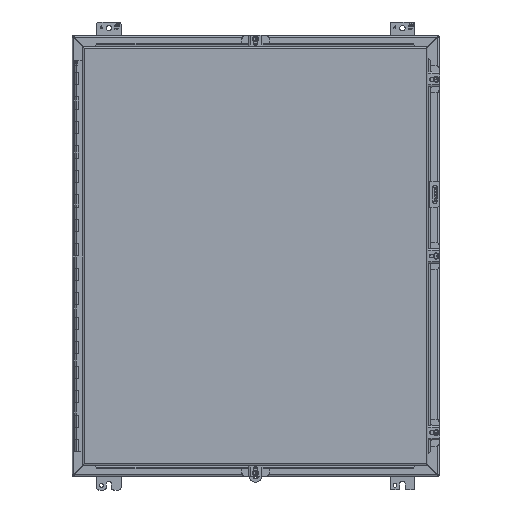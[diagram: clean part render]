
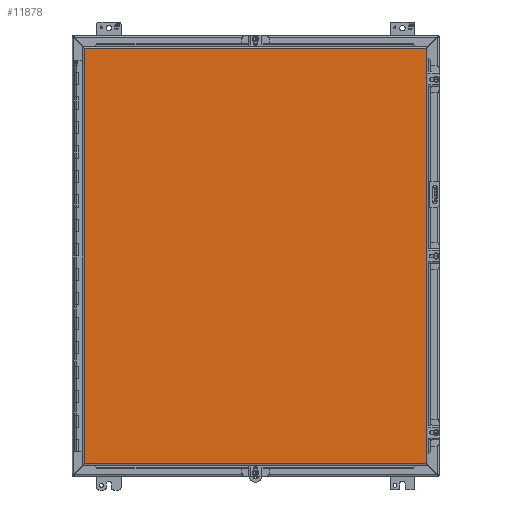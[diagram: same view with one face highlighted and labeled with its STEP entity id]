
A CAD part, front view. The second image highlights one B-rep face of the part: STEP entity #11878.
In plain terms, the highlighted planar face has unit normal (0, -1, 0).
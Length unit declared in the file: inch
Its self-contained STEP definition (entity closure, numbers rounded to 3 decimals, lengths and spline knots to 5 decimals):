
#1307 = LINE ( 'NONE', #9339, #52113 ) ;
#2268 = VECTOR ( 'NONE', #9368, 39.37008 ) ;
#3015 = DIRECTION ( 'NONE',  ( 0., 0., -1. ) ) ;
#3092 = CARTESIAN_POINT ( 'NONE',  ( 13.955, -7.174, 1.0055 ) ) ;
#4280 = LINE ( 'NONE', #22739, #7445 ) ;
#7445 = VECTOR ( 'NONE', #40894, 39.37008 ) ;
#9339 = CARTESIAN_POINT ( 'NONE',  ( 13.955, -7.174, 34.9945 ) ) ;
#9368 = DIRECTION ( 'NONE',  ( 1., 0., 0. ) ) ;
#11878 = ADVANCED_FACE ( 'NONE', ( #16381 ), #44078, .T. ) ;
#12406 = VECTOR ( 'NONE', #54353, 39.37008 ) ;
#13293 = CARTESIAN_POINT ( 'NONE',  ( -14.017, -7.174, 1.0055 ) ) ;
#14428 = ORIENTED_EDGE ( 'NONE', *, *, #53544, .F. ) ;
#14979 = LINE ( 'NONE', #18591, #2268 ) ;
#15671 = EDGE_CURVE ( 'NONE', #19580, #28031, #4280, .T. ) ;
#16381 = FACE_OUTER_BOUND ( 'NONE', #32503, .T. ) ;
#17982 = CARTESIAN_POINT ( 'NONE',  ( -14.017, -7.174, 34.9945 ) ) ;
#18433 = ORIENTED_EDGE ( 'NONE', *, *, #15671, .F. ) ;
#18591 = CARTESIAN_POINT ( 'NONE',  ( -14.017, -7.174, 34.9945 ) ) ;
#19580 = VERTEX_POINT ( 'NONE', #3092 ) ;
#22739 = CARTESIAN_POINT ( 'NONE',  ( 13.955, -7.174, 1.0055 ) ) ;
#23304 = VERTEX_POINT ( 'NONE', #44738 ) ;
#26716 = EDGE_CURVE ( 'NONE', #44292, #23304, #14979, .T. ) ;
#27590 = ORIENTED_EDGE ( 'NONE', *, *, #26716, .F. ) ;
#28031 = VERTEX_POINT ( 'NONE', #54862 ) ;
#30386 = DIRECTION ( 'NONE',  ( 0., -1., 0. ) ) ;
#32503 = EDGE_LOOP ( 'NONE', ( #56879, #27590, #14428, #18433 ) ) ;
#40894 = DIRECTION ( 'NONE',  ( -1., 0., 0. ) ) ;
#44078 = PLANE ( 'NONE',  #57285 ) ;
#44292 = VERTEX_POINT ( 'NONE', #17982 ) ;
#44738 = CARTESIAN_POINT ( 'NONE',  ( 13.955, -7.174, 34.9945 ) ) ;
#45350 = DIRECTION ( 'NONE',  ( 0., 0., -1. ) ) ;
#51186 = EDGE_CURVE ( 'NONE', #23304, #19580, #1307, .T. ) ;
#52113 = VECTOR ( 'NONE', #45350, 39.37008 ) ;
#53544 = EDGE_CURVE ( 'NONE', #28031, #44292, #54636, .T. ) ;
#54353 = DIRECTION ( 'NONE',  ( 0., 0., 1. ) ) ;
#54636 = LINE ( 'NONE', #13293, #12406 ) ;
#54862 = CARTESIAN_POINT ( 'NONE',  ( -14.017, -7.174, 1.0055 ) ) ;
#56879 = ORIENTED_EDGE ( 'NONE', *, *, #51186, .F. ) ;
#57169 = CARTESIAN_POINT ( 'NONE',  ( -14.017, -7.174, 1.0055 ) ) ;
#57285 = AXIS2_PLACEMENT_3D ( 'NONE', #57169, #30386, #3015 ) ;
